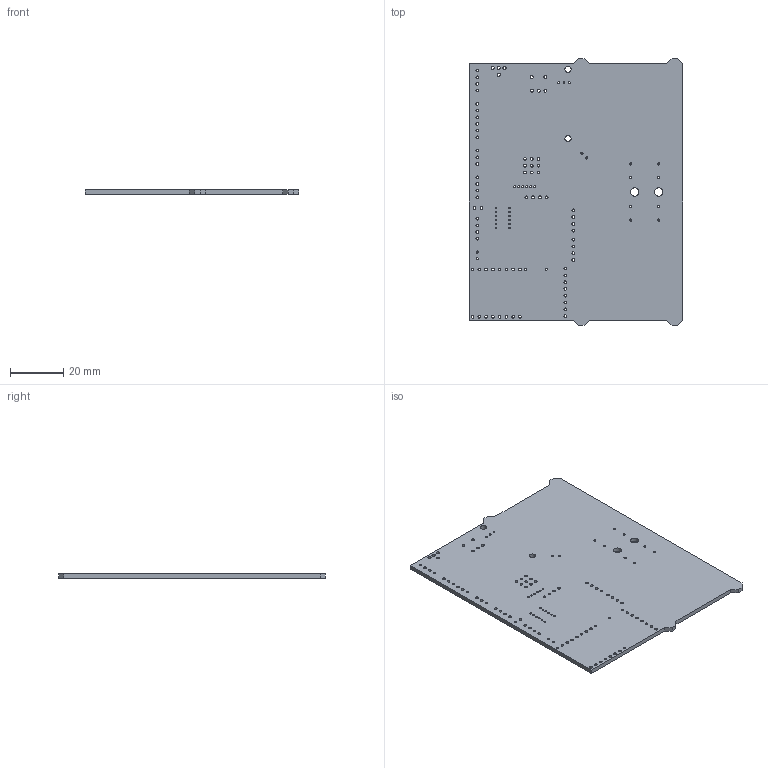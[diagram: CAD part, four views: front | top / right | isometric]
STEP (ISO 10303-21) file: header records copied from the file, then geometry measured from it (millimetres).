
FILE_DESCRIPTION(('KiCad electronic assembly'),'2;1');
FILE_NAME('KawaRoboMain_ver1.2.step','2018-07-27T21:21:24',('An Author') ,('A Company'),'Open CASCADE STEP processor 6.8', 'KiCad to STEP converter','Unknown');
FILE_SCHEMA(('AUTOMOTIVE_DESIGN_CC2 { 1 2 10303 214 -1 1 5 4 }'));
Length unit declared in the file: millimetre
Products named in the file (31): Open CASCADE STEP translator 6.8 1; DCDC-3D; TQFP-32_7x7mm_Pitch0.8mm; C_Radial_D10_L13_P5; ZH_6T; R_0805; LQFP-48_7x7mm_Pitch0.5mm; SOT-223; SOT-428; Socket_Strip_Straight_1x04; XA_4T; XA_6T; smd_push; R_0603; R_1206; SOIC-8_3.9x4.9mm_Pitch1.27mm; MPU6050; XA_2T; Pin_Header_Straight_1x02; XA_3T; SOT-23_Handsoldering; ESE22MH; DFPlayerMini; C_Radial_D6.3_L11.2_P2.5; microsd_socket; D3; V_BattMeter; R3006SB; heat35x95; SOT89-3_Housing; COMPOUND
Assembly tree (158 placements, depth 2):
  Open CASCADE STEP translator 6.8 1
    DCDC-3D  x2
    TQFP-32_7x7mm_Pitch0.8mm
    C_Radial_D10_L13_P5  x4
    ZH_6T  x3
    R_0805  x8
    LQFP-48_7x7mm_Pitch0.5mm
    SOT-223  x2
    SOT-428  x16
    Socket_Strip_Straight_1x04
    XA_4T  x3
    XA_6T
    smd_push  x5
    R_0603  x52
    R_1206  x35
    SOIC-8_3.9x4.9mm_Pitch1.27mm  x9
    MPU6050
    XA_2T
    Pin_Header_Straight_1x02
    XA_3T
    SOT-23_Handsoldering
    ESE22MH
    DFPlayerMini
    C_Radial_D6.3_L11.2_P2.5
    microsd_socket
    D3
    V_BattMeter
    R3006SB
    heat35x95
    SOT89-3_Housing
    COMPOUND
Bounding box: 80 x 100 x 1.6 mm (x, y, z)
Volume: 12177.5 mm3; surface area: 16374.4 mm2
Topology: 1 solids, 1 shells, 136 faces, 402 edges, 268 vertices
Faces by surface type: cylinder 116, plane 20
Full cylindrical faces by diameter (mm): 0.7 x21, 0.8 x12, 0.813 x2, 1 x54, 1.016 x14, 1.1 x5, 1.2 x4, 2.3 x2, 3.048 x2
Entity records: 11961 total; most frequent: DIRECTION 2028, CARTESIAN_POINT 1769, ORIENTED_EDGE 804, PCURVE 804, DEFINITIONAL_REPRESENTATION 804, LINE 742, VECTOR 742, AXIS2_PLACEMENT_3D 527
